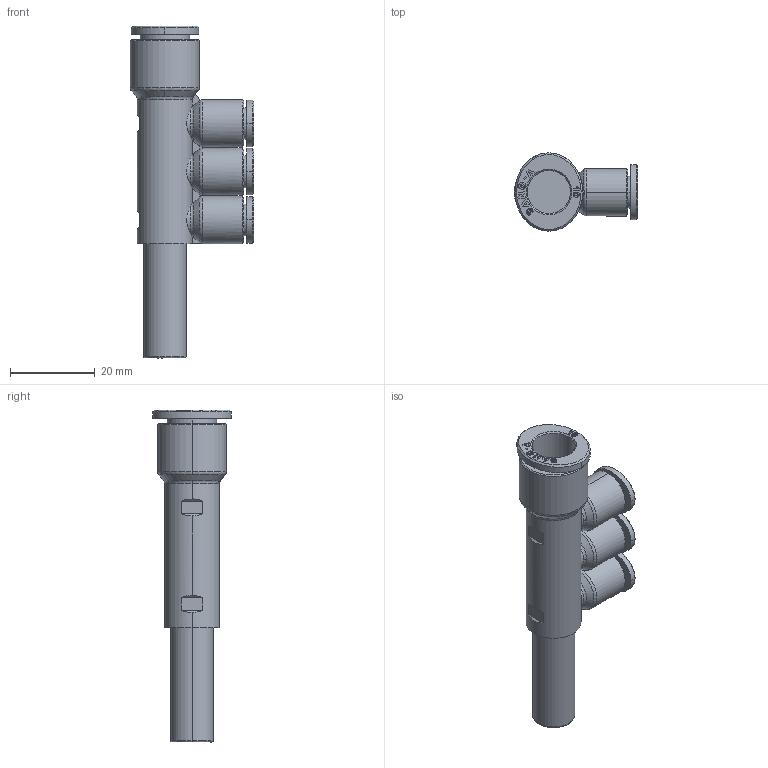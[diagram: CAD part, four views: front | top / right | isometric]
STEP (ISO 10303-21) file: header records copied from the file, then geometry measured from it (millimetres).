
FILE_DESCRIPTION (( 'STEP AP214' ), '1' );
FILE_NAME ('PKJ10-06.stp', '2015-08-24T09:58:52', ( '' ), ( '' ), 'SwSTEP 2.0', 'SolidWorks 2015', '' );
FILE_SCHEMA (( 'AUTOMOTIVE_DESIGN' ));
Length unit declared in the file: millimetre
Products named in the file (2): ｦ+ﾃｦ2; PKJ10-06
Assembly tree (1 placements, depth 2):
  PKJ10-06
    ｦ+ﾃｦ2
Bounding box: 29.1 x 18.5 x 78.4 mm (x, y, z)
Volume: 11188.7 mm3; surface area: 7301.2 mm2
Topology: 1 solids, 1 shells, 1118 faces, 3148 edges, 2086 vertices
Faces by surface type: plane 905, bspline 114, cylinder 63, cone 26, torus 10
Entity records: 40801 total; most frequent: CARTESIAN_POINT 12068, ORIENTED_EDGE 6296, DIRECTION 5018, EDGE_CURVE 3148, VECTOR 2656, LINE 2656, VERTEX_POINT 2086, AXIS2_PLACEMENT_3D 1181
